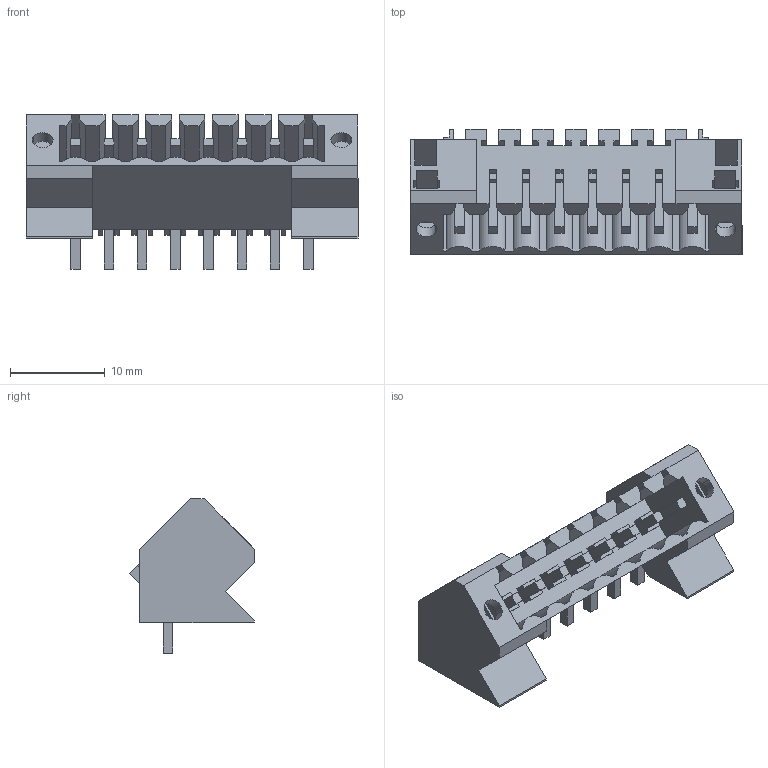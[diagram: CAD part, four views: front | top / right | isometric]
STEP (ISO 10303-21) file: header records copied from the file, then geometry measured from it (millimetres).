
FILE_DESCRIPTION(('CATIA V5 STEP Exchange','CAx-IF Rec.Pracs.--- Model Styling and Organization---1.2---2011-12-15'),'2;1');
FILE_NAME ('D1446366_0_1003570000_1003570000.stp','2018-03-23T12:30:20+00:00',('none'),('Weidmueller'),'CATIA Version 5-6 Release 2014','CATIA V5 STEP AP214','none');
FILE_SCHEMA(('AUTOMOTIVE_DESIGN { 1 0 10303 214 1 1 1 1 }'));
Length unit declared in the file: millimetre
Products named in the file (1): 1003570000
Bounding box: 34.95 x 13.15 x 16.23 mm (x, y, z)
Volume: 1682.7 mm3; surface area: 3883.1 mm2
Topology: 9 solids, 9 shells, 498 faces, 1483 edges, 1005 vertices
Faces by surface type: plane 486, cylinder 12
Entity records: 15349 total; most frequent: ORIENTED_EDGE 2966, CARTESIAN_POINT 2788, DIRECTION 2001, EDGE_CURVE 1483, VECTOR 1455, LINE 1455, VERTEX_POINT 1005, EDGE_LOOP 532
